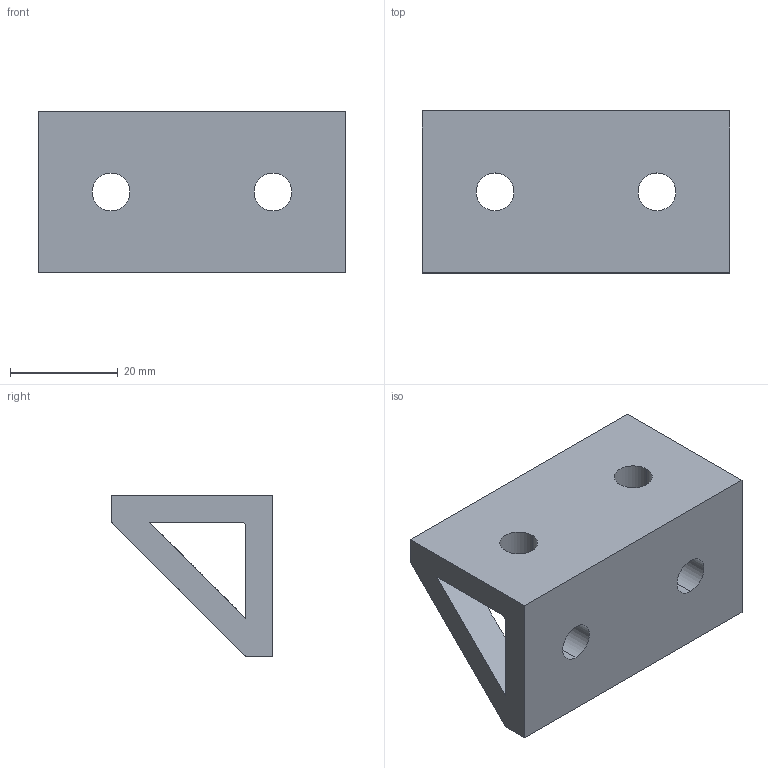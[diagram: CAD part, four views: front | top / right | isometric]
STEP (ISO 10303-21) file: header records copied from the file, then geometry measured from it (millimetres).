
FILE_DESCRIPTION (( 'STEP AP203' ), '1' );
FILE_NAME ('162991.step', '2023-01-11T15:40:15', ( '' ), ( '' ), 'SwSTEP 2.0', 'SolidWorks 2021', '' );
FILE_SCHEMA (( 'CONFIG_CONTROL_DESIGN' ));
Length unit declared in the file: inch
Products named in the file (1): 162991
Bounding box: 57 x 30 x 30 mm (x, y, z)
Volume: 20979.4 mm3; surface area: 9982.8 mm2
Topology: 1 solids, 1 shells, 33 faces, 87 edges, 56 vertices
Faces by surface type: cylinder 23, plane 10
Entity records: 1134 total; most frequent: CARTESIAN_POINT 267, ORIENTED_EDGE 174, DIRECTION 151, EDGE_CURVE 87, VERTEX_POINT 56, AXIS2_PLACEMENT_3D 56, EDGE_LOOP 47, VECTOR 39
